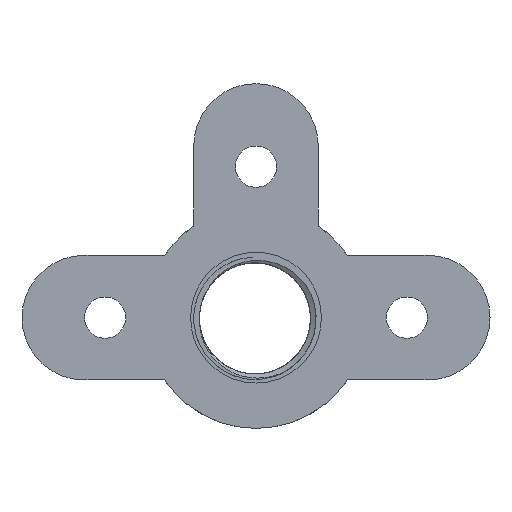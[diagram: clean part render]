
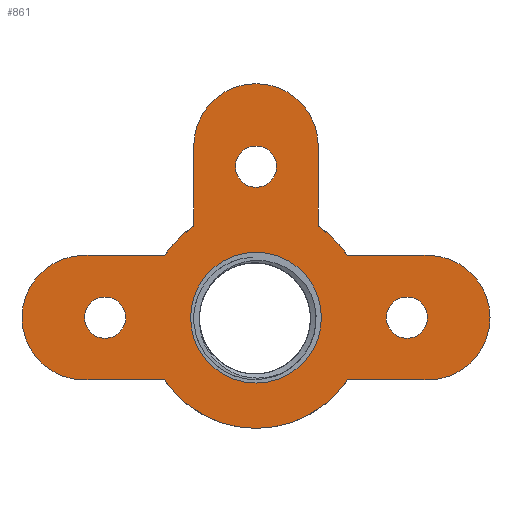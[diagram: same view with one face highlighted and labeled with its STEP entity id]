
A CAD part, front view. The second image highlights one B-rep face of the part: STEP entity #861.
In plain terms, the highlighted planar face has unit normal (0, -1, 0).
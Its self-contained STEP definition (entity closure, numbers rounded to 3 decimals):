
#25=FACE_BOUND('',#142,.T.);
#26=FACE_BOUND('',#143,.T.);
#27=FACE_BOUND('',#144,.T.);
#28=FACE_BOUND('',#145,.T.);
#43=PLANE('',#965);
#86=FACE_OUTER_BOUND('',#141,.T.);
#141=EDGE_LOOP('',(#715,#716,#717,#718,#719,#720,#721,#722,#723,#724,#725,
#726));
#142=EDGE_LOOP('',(#727));
#143=EDGE_LOOP('',(#728));
#144=EDGE_LOOP('',(#729));
#145=EDGE_LOOP('',(#730));
#158=CIRCLE('',#914,6.187);
#160=CIRCLE('',#917,6.187);
#162=CIRCLE('',#920,6.187);
#171=CIRCLE('',#938,11.);
#174=CIRCLE('',#941,11.);
#175=CIRCLE('',#942,11.);
#183=CIRCLE('',#959,2.05);
#184=CIRCLE('',#961,2.05);
#185=CIRCLE('',#963,2.05);
#186=CIRCLE('',#966,6.5);
#255=LINE('',#4850,#304);
#256=LINE('',#4853,#305);
#261=LINE('',#4866,#310);
#262=LINE('',#4869,#311);
#267=LINE('',#4882,#316);
#277=LINE('',#4969,#326);
#304=VECTOR('',#1061,10.);
#305=VECTOR('',#1064,10.);
#310=VECTOR('',#1077,10.);
#311=VECTOR('',#1080,10.);
#316=VECTOR('',#1093,10.);
#326=VECTOR('',#1169,10.);
#372=VERTEX_POINT('',#4822);
#373=VERTEX_POINT('',#4824);
#376=VERTEX_POINT('',#4831);
#377=VERTEX_POINT('',#4833);
#380=VERTEX_POINT('',#4840);
#381=VERTEX_POINT('',#4842);
#383=VERTEX_POINT('',#4848);
#384=VERTEX_POINT('',#4852);
#388=VERTEX_POINT('',#4864);
#389=VERTEX_POINT('',#4868);
#393=VERTEX_POINT('',#4880);
#399=VERTEX_POINT('',#4898);
#407=VERTEX_POINT('',#4957);
#408=VERTEX_POINT('',#4961);
#409=VERTEX_POINT('',#4965);
#410=VERTEX_POINT('',#4971);
#469=EDGE_CURVE('',#373,#372,#158,.T.);
#473=EDGE_CURVE('',#377,#376,#160,.T.);
#477=EDGE_CURVE('',#381,#380,#162,.T.);
#481=EDGE_CURVE('',#372,#383,#255,.T.);
#482=EDGE_CURVE('',#384,#373,#256,.T.);
#489=EDGE_CURVE('',#376,#388,#261,.T.);
#490=EDGE_CURVE('',#389,#377,#262,.T.);
#497=EDGE_CURVE('',#380,#393,#267,.T.);
#502=EDGE_CURVE('',#393,#389,#171,.T.);
#507=EDGE_CURVE('',#383,#399,#174,.T.);
#508=EDGE_CURVE('',#388,#384,#175,.T.);
#522=EDGE_CURVE('',#407,#407,#183,.T.);
#524=EDGE_CURVE('',#408,#408,#184,.T.);
#526=EDGE_CURVE('',#409,#409,#185,.T.);
#528=EDGE_CURVE('',#399,#381,#277,.T.);
#529=EDGE_CURVE('',#410,#410,#186,.T.);
#715=ORIENTED_EDGE('',*,*,#469,.T.);
#716=ORIENTED_EDGE('',*,*,#481,.T.);
#717=ORIENTED_EDGE('',*,*,#507,.T.);
#718=ORIENTED_EDGE('',*,*,#528,.T.);
#719=ORIENTED_EDGE('',*,*,#477,.T.);
#720=ORIENTED_EDGE('',*,*,#497,.T.);
#721=ORIENTED_EDGE('',*,*,#502,.T.);
#722=ORIENTED_EDGE('',*,*,#490,.T.);
#723=ORIENTED_EDGE('',*,*,#473,.T.);
#724=ORIENTED_EDGE('',*,*,#489,.T.);
#725=ORIENTED_EDGE('',*,*,#508,.T.);
#726=ORIENTED_EDGE('',*,*,#482,.T.);
#727=ORIENTED_EDGE('',*,*,#526,.T.);
#728=ORIENTED_EDGE('',*,*,#524,.T.);
#729=ORIENTED_EDGE('',*,*,#522,.T.);
#730=ORIENTED_EDGE('',*,*,#529,.T.);
#861=ADVANCED_FACE('',(#86,#25,#26,#27,#28),#43,.T.);
#914=AXIS2_PLACEMENT_3D('',#4825,#1038,#1039);
#917=AXIS2_PLACEMENT_3D('',#4834,#1046,#1047);
#920=AXIS2_PLACEMENT_3D('',#4843,#1054,#1055);
#938=AXIS2_PLACEMENT_3D('',#4892,#1106,#1107);
#941=AXIS2_PLACEMENT_3D('',#4900,#1114,#1115);
#942=AXIS2_PLACEMENT_3D('',#4901,#1116,#1117);
#959=AXIS2_PLACEMENT_3D('',#4958,#1154,#1155);
#961=AXIS2_PLACEMENT_3D('',#4962,#1159,#1160);
#963=AXIS2_PLACEMENT_3D('',#4966,#1164,#1165);
#965=AXIS2_PLACEMENT_3D('',#4970,#1170,#1171);
#966=AXIS2_PLACEMENT_3D('',#4972,#1172,#1173);
#1038=DIRECTION('center_axis',(0.,-1.,0.));
#1039=DIRECTION('ref_axis',(-1.,0.,0.));
#1046=DIRECTION('center_axis',(0.,-1.,0.));
#1047=DIRECTION('ref_axis',(-1.,0.,0.));
#1054=DIRECTION('center_axis',(0.,-1.,0.));
#1055=DIRECTION('ref_axis',(-1.,0.,0.));
#1061=DIRECTION('',(0.,0.,-1.));
#1064=DIRECTION('',(0.,0.,1.));
#1077=DIRECTION('',(-1.,0.,0.));
#1080=DIRECTION('',(1.,0.,0.));
#1093=DIRECTION('',(1.,0.,0.));
#1106=DIRECTION('center_axis',(0.,-1.,0.));
#1107=DIRECTION('ref_axis',(1.,0.,0.));
#1114=DIRECTION('center_axis',(0.,-1.,0.));
#1115=DIRECTION('ref_axis',(1.,0.,0.));
#1116=DIRECTION('center_axis',(0.,-1.,0.));
#1117=DIRECTION('ref_axis',(1.,0.,0.));
#1154=DIRECTION('center_axis',(0.,1.,0.));
#1155=DIRECTION('ref_axis',(-1.,0.,0.));
#1159=DIRECTION('center_axis',(0.,1.,0.));
#1160=DIRECTION('ref_axis',(-1.,0.,0.));
#1164=DIRECTION('center_axis',(0.,1.,0.));
#1165=DIRECTION('ref_axis',(-1.,0.,0.));
#1169=DIRECTION('',(-1.,0.,0.));
#1170=DIRECTION('center_axis',(0.,-1.,0.));
#1171=DIRECTION('ref_axis',(0.,0.,-1.));
#1172=DIRECTION('center_axis',(0.,1.,0.));
#1173=DIRECTION('ref_axis',(-1.,0.,0.));
#4822=CARTESIAN_POINT('',(-6.187,-136.,17.092));
#4824=CARTESIAN_POINT('',(6.187,-136.,17.092));
#4825=CARTESIAN_POINT('Origin',(0.,-136.,17.063));
#4831=CARTESIAN_POINT('',(17.092,-136.,6.187));
#4833=CARTESIAN_POINT('',(17.092,-136.,-6.187));
#4834=CARTESIAN_POINT('Origin',(17.063,-136.,0.));
#4840=CARTESIAN_POINT('',(-17.092,-136.,-6.187));
#4842=CARTESIAN_POINT('',(-17.092,-136.,6.187));
#4843=CARTESIAN_POINT('Origin',(-17.063,-136.,0.));
#4848=CARTESIAN_POINT('',(-6.187,-136.,9.095));
#4850=CARTESIAN_POINT('',(-6.187,-136.,23.25));
#4852=CARTESIAN_POINT('',(6.187,-136.,9.095));
#4853=CARTESIAN_POINT('',(6.187,-136.,7.856));
#4864=CARTESIAN_POINT('',(9.095,-136.,6.187));
#4866=CARTESIAN_POINT('',(23.25,-136.,6.187));
#4868=CARTESIAN_POINT('',(9.095,-136.,-6.187));
#4869=CARTESIAN_POINT('',(7.856,-136.,-6.187));
#4880=CARTESIAN_POINT('',(-9.095,-136.,-6.187));
#4882=CARTESIAN_POINT('',(-23.25,-136.,-6.187));
#4892=CARTESIAN_POINT('Origin',(0.,-136.,0.));
#4898=CARTESIAN_POINT('',(-9.095,-136.,6.187));
#4900=CARTESIAN_POINT('Origin',(0.,-136.,0.));
#4901=CARTESIAN_POINT('Origin',(0.,-136.,0.));
#4957=CARTESIAN_POINT('',(17.05,-136.,0.));
#4958=CARTESIAN_POINT('Origin',(15.,-136.,0.));
#4961=CARTESIAN_POINT('',(2.05,-136.,15.));
#4962=CARTESIAN_POINT('Origin',(0.,-136.,15.));
#4965=CARTESIAN_POINT('',(-12.95,-136.,0.));
#4966=CARTESIAN_POINT('Origin',(-15.,-136.,0.));
#4969=CARTESIAN_POINT('',(-7.856,-136.,6.187));
#4970=CARTESIAN_POINT('Origin',(0.,-136.,6.625));
#4971=CARTESIAN_POINT('',(6.5,-136.,0.));
#4972=CARTESIAN_POINT('Origin',(0.,-136.,0.));
